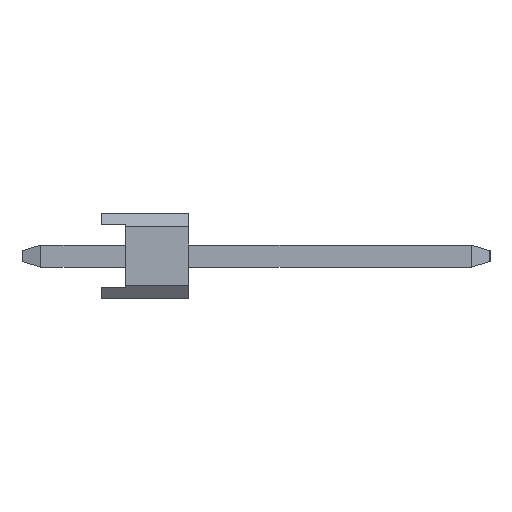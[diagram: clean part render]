
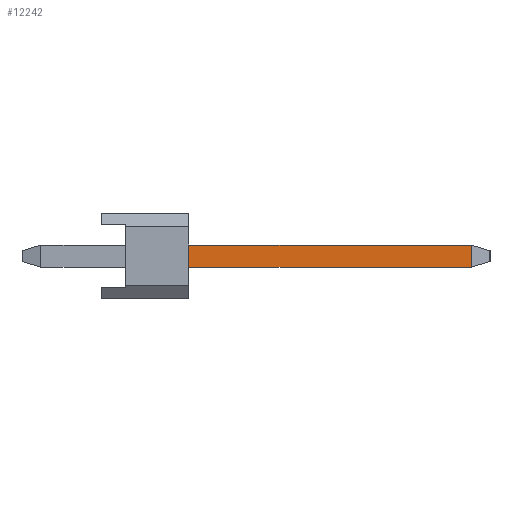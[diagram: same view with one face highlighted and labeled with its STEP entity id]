
A CAD part, left-side view. The second image highlights one B-rep face of the part: STEP entity #12242.
In plain terms, the highlighted planar face has unit normal (-1, 0, 0).
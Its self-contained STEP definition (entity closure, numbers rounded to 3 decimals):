
#7190=EDGE_CURVE('',#13308,#10456,#17854,.T.);
#8660=VERTEX_POINT('',#19463);
#9916=EDGE_CURVE('',#11906,#8660,#20827,.T.);
#10456=VERTEX_POINT('',#21408);
#11598=EDGE_CURVE('',#10456,#11906,#22701,.T.);
#11906=VERTEX_POINT('',#23074);
#12242=ADVANCED_FACE('',(#23442),#23443,.T.);
#13308=VERTEX_POINT('',#24615);
#15096=EDGE_CURVE('',#8660,#13308,#26587,.T.);
#17854=LINE('',#30374,#30375);
#19463=CARTESIAN_POINT('',(-42.23,-2.54,0.32));
#20827=LINE('',#34765,#34766);
#21408=CARTESIAN_POINT('',(-42.23,-10.744,-0.32));
#22701=LINE('',#37425,#37426);
#23074=CARTESIAN_POINT('',(-42.23,-2.54,-0.32));
#23442=FACE_OUTER_BOUND('',#38469,.T.);
#23443=PLANE('',#38470);
#24615=CARTESIAN_POINT('',(-42.23,-10.744,0.32));
#26587=LINE('',#43031,#43032);
#30374=CARTESIAN_POINT('',(-42.23,-10.744,0.5));
#30375=VECTOR('',#46050,1.0);
#34765=CARTESIAN_POINT('',(-42.23,-2.54,0.252));
#34766=VECTOR('',#48805,1.0);
#37425=CARTESIAN_POINT('',(-42.23,1.764,-0.32));
#37426=VECTOR('',#50908,1.0);
#38469=EDGE_LOOP('',(#51989,#51990,#51991,#51992));
#38470=AXIS2_PLACEMENT_3D('',#51993,#51994,#51995);
#43031=CARTESIAN_POINT('',(-42.23,-4.49,0.32));
#43032=VECTOR('',#55104,1.0);
#46050=DIRECTION('',(0.0,0.,-1.0));
#48805=DIRECTION('',(0.,0.,1.0));
#50908=DIRECTION('',(0.,1.0,0.));
#51989=ORIENTED_EDGE('',*,*,#9916,.F.);
#51990=ORIENTED_EDGE('',*,*,#11598,.F.);
#51991=ORIENTED_EDGE('',*,*,#7190,.F.);
#51992=ORIENTED_EDGE('',*,*,#15096,.F.);
#51993=CARTESIAN_POINT('',(-42.23,1.764,0.5));
#51994=DIRECTION('',(-1.0,0.,0.));
#51995=DIRECTION('',(0.,1.0,0.));
#55104=DIRECTION('',(0.,-1.0,0.));
